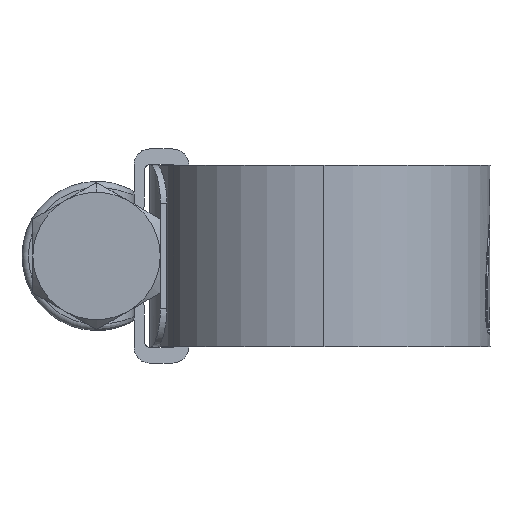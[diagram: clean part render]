
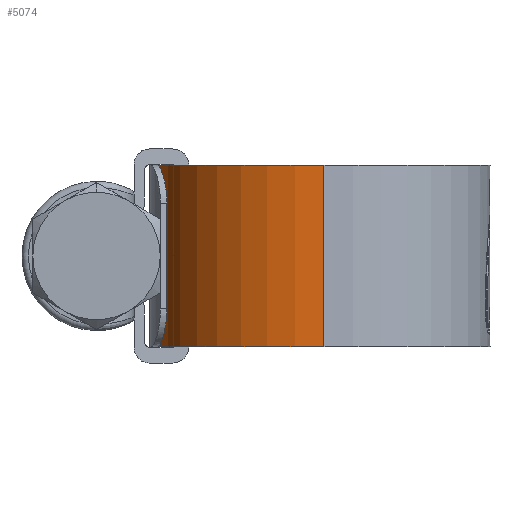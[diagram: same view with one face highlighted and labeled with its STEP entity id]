
A CAD part, left-side view. The second image highlights one B-rep face of the part: STEP entity #5074.
In plain terms, the highlighted cylindrical face has radius 13.03 mm (diameter 26.06 mm), a partial arc.
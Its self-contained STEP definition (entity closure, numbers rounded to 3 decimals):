
#321 = CARTESIAN_POINT ( 'NONE',  ( 0., 13.03, 7.135 ) ) ;
#395 = VECTOR ( 'NONE', #13483, 1000. ) ;
#459 = CARTESIAN_POINT ( 'NONE',  ( 0., 13.03, -7.135 ) ) ;
#614 = LINE ( 'NONE', #321, #3939 ) ;
#1037 = ORIENTED_EDGE ( 'NONE', *, *, #11926, .F. ) ;
#1276 = CIRCLE ( 'NONE', #9270, 13.03 ) ;
#2002 = ORIENTED_EDGE ( 'NONE', *, *, #2598, .T. ) ;
#2046 = VERTEX_POINT ( 'NONE', #9182 ) ;
#2598 = EDGE_CURVE ( 'NONE', #9515, #5427, #614, .T. ) ;
#2859 = CIRCLE ( 'NONE', #9487, 13.03 ) ;
#3450 = ORIENTED_EDGE ( 'NONE', *, *, #6439, .T. ) ;
#3939 = VECTOR ( 'NONE', #6960, 1000. ) ;
#4046 = DIRECTION ( 'NONE',  ( -1., 0., 0. ) ) ;
#4083 = CARTESIAN_POINT ( 'NONE',  ( 0., 13.03, 7.135 ) ) ;
#4618 = CARTESIAN_POINT ( 'NONE',  ( 0., 0., -7.135 ) ) ;
#5017 = LINE ( 'NONE', #9415, #395 ) ;
#5074 = ADVANCED_FACE ( 'NONE', ( #14095 ), #5123, .T. ) ;
#5123 = CYLINDRICAL_SURFACE ( 'NONE', #7422, 13.03 ) ;
#5132 = CARTESIAN_POINT ( 'NONE',  ( 0., 0., 7.135 ) ) ;
#5427 = VERTEX_POINT ( 'NONE', #459 ) ;
#6439 = EDGE_CURVE ( 'NONE', #5427, #2046, #2859, .T. ) ;
#6960 = DIRECTION ( 'NONE',  ( 0., 0., -1. ) ) ;
#7422 = AXIS2_PLACEMENT_3D ( 'NONE', #9524, #13890, #4046 ) ;
#7998 = DIRECTION ( 'NONE',  ( 1., 0., 0. ) ) ;
#8212 = ORIENTED_EDGE ( 'NONE', *, *, #8900, .F. ) ;
#8900 = EDGE_CURVE ( 'NONE', #9515, #12718, #1276, .T. ) ;
#8968 = EDGE_LOOP ( 'NONE', ( #1037, #8212, #2002, #3450 ) ) ;
#9182 = CARTESIAN_POINT ( 'NONE',  ( -13.03, 0., -7.135 ) ) ;
#9270 = AXIS2_PLACEMENT_3D ( 'NONE', #5132, #11751, #9533 ) ;
#9415 = CARTESIAN_POINT ( 'NONE',  ( -13.03, 0., 7.135 ) ) ;
#9487 = AXIS2_PLACEMENT_3D ( 'NONE', #4618, #13604, #7998 ) ;
#9515 = VERTEX_POINT ( 'NONE', #4083 ) ;
#9524 = CARTESIAN_POINT ( 'NONE',  ( 0., 0., 7.135 ) ) ;
#9533 = DIRECTION ( 'NONE',  ( 1., 0., 0. ) ) ;
#11751 = DIRECTION ( 'NONE',  ( 0., 0., 1. ) ) ;
#11926 = EDGE_CURVE ( 'NONE', #12718, #2046, #5017, .T. ) ;
#12177 = CARTESIAN_POINT ( 'NONE',  ( -13.03, 0., 7.135 ) ) ;
#12718 = VERTEX_POINT ( 'NONE', #12177 ) ;
#13483 = DIRECTION ( 'NONE',  ( 0., 0., -1. ) ) ;
#13604 = DIRECTION ( 'NONE',  ( 0., 0., 1. ) ) ;
#13890 = DIRECTION ( 'NONE',  ( 0., 0., -1. ) ) ;
#14095 = FACE_OUTER_BOUND ( 'NONE', #8968, .T. ) ;
